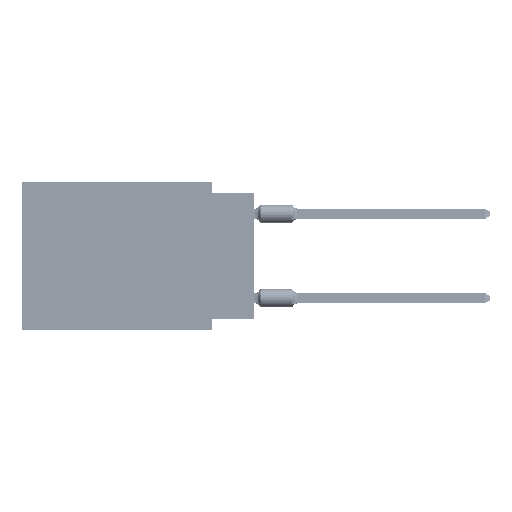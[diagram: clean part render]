
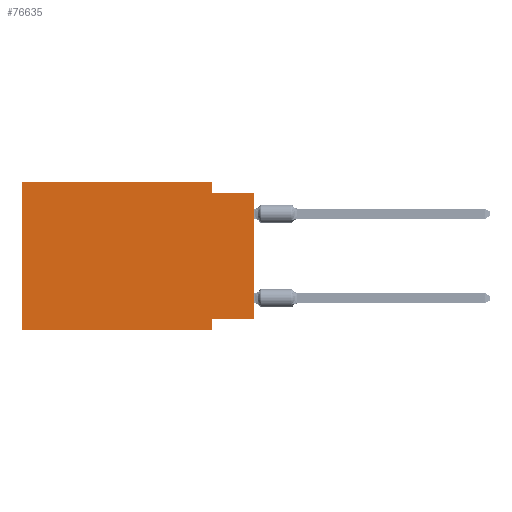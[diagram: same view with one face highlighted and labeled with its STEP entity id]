
A CAD part, left-side view. The second image highlights one B-rep face of the part: STEP entity #76635.
In plain terms, the highlighted planar face has unit normal (-1, 0, 0).
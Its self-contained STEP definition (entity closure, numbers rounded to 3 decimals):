
#365 = EDGE_CURVE ( 'NONE', #29997, #36639, #74267, .T. ) ;
#3075 = CARTESIAN_POINT ( 'NONE',  ( 0., 2.54, 0. ) ) ;
#6456 = VECTOR ( 'NONE', #39590, 1000. ) ;
#10473 = EDGE_CURVE ( 'NONE', #63830, #57752, #48273, .T. ) ;
#10536 = VECTOR ( 'NONE', #19531, 1000. ) ;
#14249 = VERTEX_POINT ( 'NONE', #35922 ) ;
#14869 = CARTESIAN_POINT ( 'NONE',  ( 0., 2.54, -8.89 ) ) ;
#16794 = CARTESIAN_POINT ( 'NONE',  ( 0., 2.54, -8.255 ) ) ;
#18809 = DIRECTION ( 'NONE',  ( 0., -1., 0. ) ) ;
#19531 = DIRECTION ( 'NONE',  ( 0., 0., 1. ) ) ;
#19865 = CARTESIAN_POINT ( 'NONE',  ( 0., 2.54, -8.89 ) ) ;
#21157 = CARTESIAN_POINT ( 'NONE',  ( 0., 13.97, 0. ) ) ;
#21539 = CARTESIAN_POINT ( 'NONE',  ( 0., 0., -0.635 ) ) ;
#24207 = EDGE_CURVE ( 'NONE', #63455, #63830, #80410, .T. ) ;
#24304 = LINE ( 'NONE', #78449, #75420 ) ;
#26550 = DIRECTION ( 'NONE',  ( 0., 0., -1. ) ) ;
#26681 = ORIENTED_EDGE ( 'NONE', *, *, #78738, .F. ) ;
#29127 = CARTESIAN_POINT ( 'NONE',  ( 0., 0., -8.255 ) ) ;
#29997 = VERTEX_POINT ( 'NONE', #72565 ) ;
#32141 = ORIENTED_EDGE ( 'NONE', *, *, #24207, .F. ) ;
#32820 = CARTESIAN_POINT ( 'NONE',  ( 0., 0., 0. ) ) ;
#33733 = LINE ( 'NONE', #32820, #10536 ) ;
#33778 = EDGE_CURVE ( 'NONE', #36639, #85969, #24304, .T. ) ;
#34993 = ORIENTED_EDGE ( 'NONE', *, *, #33778, .F. ) ;
#35922 = CARTESIAN_POINT ( 'NONE',  ( 0., 13.97, -8.89 ) ) ;
#36639 = VERTEX_POINT ( 'NONE', #3075 ) ;
#38583 = EDGE_CURVE ( 'NONE', #63455, #81472, #33733, .T. ) ;
#39590 = DIRECTION ( 'NONE',  ( 0., 1., 0. ) ) ;
#43279 = DIRECTION ( 'NONE',  ( 0., -1., 0. ) ) ;
#44491 = VECTOR ( 'NONE', #47286, 1000. ) ;
#47098 = VECTOR ( 'NONE', #18809, 1000. ) ;
#47286 = DIRECTION ( 'NONE',  ( 0., -1., 0. ) ) ;
#48225 = DIRECTION ( 'NONE',  ( 1., 0., 0. ) ) ;
#48273 = LINE ( 'NONE', #19865, #79864 ) ;
#48308 = EDGE_CURVE ( 'NONE', #14249, #57752, #73873, .T. ) ;
#48361 = ORIENTED_EDGE ( 'NONE', *, *, #365, .F. ) ;
#54896 = FACE_OUTER_BOUND ( 'NONE', #77487, .T. ) ;
#57011 = LINE ( 'NONE', #21539, #87132 ) ;
#57752 = VERTEX_POINT ( 'NONE', #14869 ) ;
#58067 = EDGE_CURVE ( 'NONE', #14249, #29997, #72917, .T. ) ;
#61114 = CARTESIAN_POINT ( 'NONE',  ( 0., 2.54, -0.635 ) ) ;
#63455 = VERTEX_POINT ( 'NONE', #29127 ) ;
#63830 = VERTEX_POINT ( 'NONE', #16794 ) ;
#65329 = ORIENTED_EDGE ( 'NONE', *, *, #10473, .F. ) ;
#65784 = CARTESIAN_POINT ( 'NONE',  ( 0., 0., -8.255 ) ) ;
#65982 = ORIENTED_EDGE ( 'NONE', *, *, #58067, .F. ) ;
#68899 = CARTESIAN_POINT ( 'NONE',  ( 0., 0., -0.635 ) ) ;
#69276 = DIRECTION ( 'NONE',  ( 0., 0., -1. ) ) ;
#72565 = CARTESIAN_POINT ( 'NONE',  ( 0., 13.97, 0. ) ) ;
#72917 = LINE ( 'NONE', #78709, #78823 ) ;
#73384 = CARTESIAN_POINT ( 'NONE',  ( 0., 13.97, 0. ) ) ;
#73873 = LINE ( 'NONE', #87645, #44491 ) ;
#74267 = LINE ( 'NONE', #73384, #47098 ) ;
#74700 = ORIENTED_EDGE ( 'NONE', *, *, #38583, .T. ) ;
#75269 = DIRECTION ( 'NONE',  ( 0., 0., -1. ) ) ;
#75420 = VECTOR ( 'NONE', #69276, 1000. ) ;
#76635 = ADVANCED_FACE ( 'NONE', ( #54896 ), #81940, .F. ) ;
#77487 = EDGE_LOOP ( 'NONE', ( #74700, #26681, #34993, #48361, #65982, #82045, #65329, #32141 ) ) ;
#78449 = CARTESIAN_POINT ( 'NONE',  ( 0., 2.54, 0. ) ) ;
#78709 = CARTESIAN_POINT ( 'NONE',  ( 0., 13.97, 0. ) ) ;
#78738 = EDGE_CURVE ( 'NONE', #85969, #81472, #57011, .T. ) ;
#78823 = VECTOR ( 'NONE', #86648, 1000. ) ;
#79864 = VECTOR ( 'NONE', #26550, 1000. ) ;
#80410 = LINE ( 'NONE', #65784, #6456 ) ;
#81242 = AXIS2_PLACEMENT_3D ( 'NONE', #21157, #48225, #75269 ) ;
#81472 = VERTEX_POINT ( 'NONE', #68899 ) ;
#81940 = PLANE ( 'NONE',  #81242 ) ;
#82045 = ORIENTED_EDGE ( 'NONE', *, *, #48308, .T. ) ;
#85969 = VERTEX_POINT ( 'NONE', #61114 ) ;
#86648 = DIRECTION ( 'NONE',  ( 0., 0., 1. ) ) ;
#87132 = VECTOR ( 'NONE', #43279, 1000. ) ;
#87645 = CARTESIAN_POINT ( 'NONE',  ( 0., 13.97, -8.89 ) ) ;
